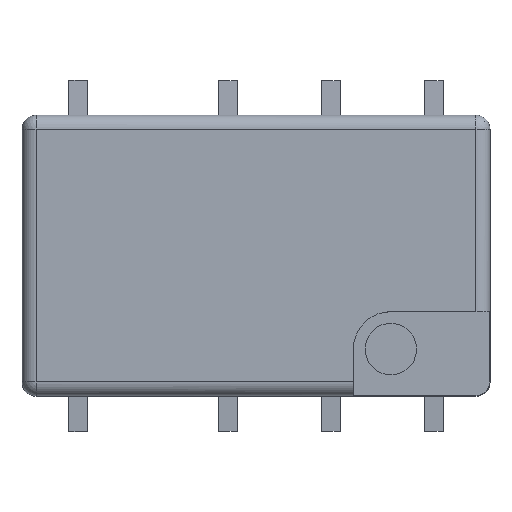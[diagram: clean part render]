
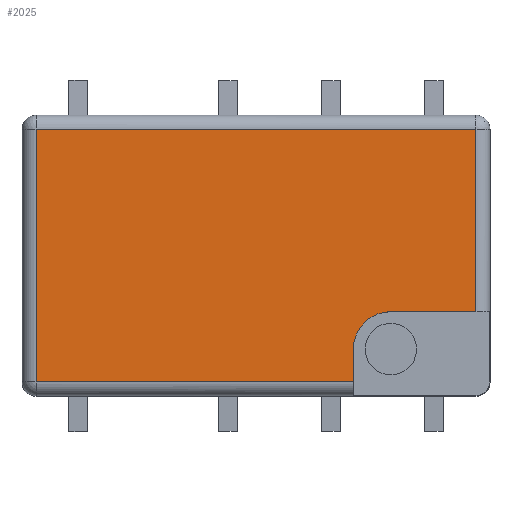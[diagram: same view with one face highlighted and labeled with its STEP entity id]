
A CAD part, top view. The second image highlights one B-rep face of the part: STEP entity #2025.
In plain terms, the highlighted planar face has unit normal (0, 0, 1).
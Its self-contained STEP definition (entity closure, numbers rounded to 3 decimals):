
#58=FACE_OUTER_BOUND($,#181,.T.);
#181=EDGE_LOOP($,(#1381,#1382,#1383,#1384,#1385,#1386,#1387));
#310=CIRCLE($,#2181,0.8);
#347=LINE($,#2948,#607);
#348=LINE($,#2951,#608);
#349=LINE($,#2953,#609);
#350=LINE($,#2955,#610);
#351=LINE($,#2959,#611);
#352=LINE($,#2960,#612);
#607=VECTOR($,#2379,9.4);
#608=VECTOR($,#2382,5.4);
#609=VECTOR($,#2383,6.78);
#610=VECTOR($,#2384,0.7);
#611=VECTOR($,#2387,1.82);
#612=VECTOR($,#2388,3.9);
#871=VERTEX_POINT($,#2944);
#872=VERTEX_POINT($,#2946);
#873=VERTEX_POINT($,#2950);
#874=VERTEX_POINT($,#2952);
#875=VERTEX_POINT($,#2954);
#876=VERTEX_POINT($,#2956);
#877=VERTEX_POINT($,#2958);
#1072=EDGE_CURVE($,#871,#872,#347,.T.);
#1073=EDGE_CURVE($,#872,#873,#348,.T.);
#1074=EDGE_CURVE($,#873,#874,#349,.T.);
#1075=EDGE_CURVE($,#874,#875,#350,.T.);
#1076=EDGE_CURVE($,#876,#875,#310,.T.);
#1077=EDGE_CURVE($,#877,#876,#351,.T.);
#1078=EDGE_CURVE($,#877,#871,#352,.T.);
#1381=ORIENTED_EDGE($,*,*,#1072,.T.);
#1382=ORIENTED_EDGE($,*,*,#1073,.T.);
#1383=ORIENTED_EDGE($,*,*,#1074,.T.);
#1384=ORIENTED_EDGE($,*,*,#1075,.T.);
#1385=ORIENTED_EDGE($,*,*,#1076,.F.);
#1386=ORIENTED_EDGE($,*,*,#1077,.F.);
#1387=ORIENTED_EDGE($,*,*,#1078,.T.);
#1916=PLANE($,#2180);
#2025=ADVANCED_FACE($,(#58),#1916,.F.);
#2180=AXIS2_PLACEMENT_3D($,#2949,#2380,#2381);
#2181=AXIS2_PLACEMENT_3D($,#2957,#2385,#2386);
#2379=DIRECTION($,(-1.,0.,0.));
#2380=DIRECTION('center_axis',(0.,0.,
-1.));
#2381=DIRECTION('ref_axis',(1.,0.,0.));
#2382=DIRECTION($,(0.,-1.,0.));
#2383=DIRECTION($,(1.,0.,0.));
#2384=DIRECTION($,(0.,1.,0.));
#2385=DIRECTION('center_axis',(0.,0.,
1.));
#2386=DIRECTION('ref_axis',(0.,1.,0.));
#2387=DIRECTION($,(-1.,0.,0.));
#2388=DIRECTION($,(0.,1.,0.));
#2944=CARTESIAN_POINT('',(4.7,2.7,5.65));
#2946=CARTESIAN_POINT('',(-4.7,2.7,5.65));
#2948=CARTESIAN_POINT($,(4.7,2.7,5.65));
#2949=CARTESIAN_POINT('Origin',(-5.17,2.97,5.65));
#2950=CARTESIAN_POINT('',(-4.7,-2.7,5.65));
#2951=CARTESIAN_POINT($,(-4.7,2.7,5.65));
#2952=CARTESIAN_POINT('',(2.08,-2.7,5.65));
#2953=CARTESIAN_POINT($,(-4.7,-2.7,5.65));
#2954=CARTESIAN_POINT('',(2.08,-2.,5.65));
#2955=CARTESIAN_POINT($,(2.08,-2.7,5.65));
#2956=CARTESIAN_POINT('',(2.88,-1.2,5.65));
#2957=CARTESIAN_POINT('Origin',(2.88,-2.,5.65));
#2958=CARTESIAN_POINT('',(4.7,-1.2,5.65));
#2959=CARTESIAN_POINT($,(4.7,-1.2,5.65));
#2960=CARTESIAN_POINT($,(4.7,-1.2,5.65));
